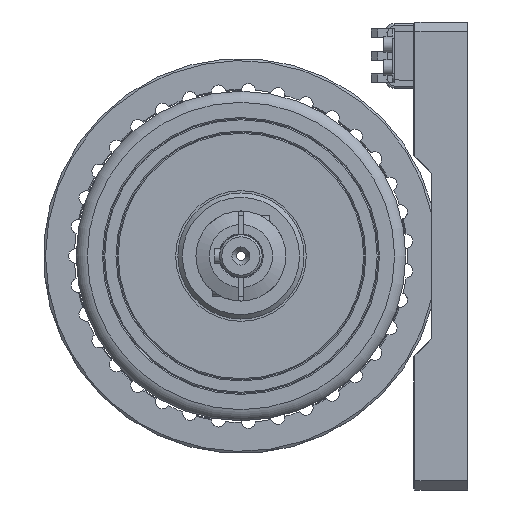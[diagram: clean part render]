
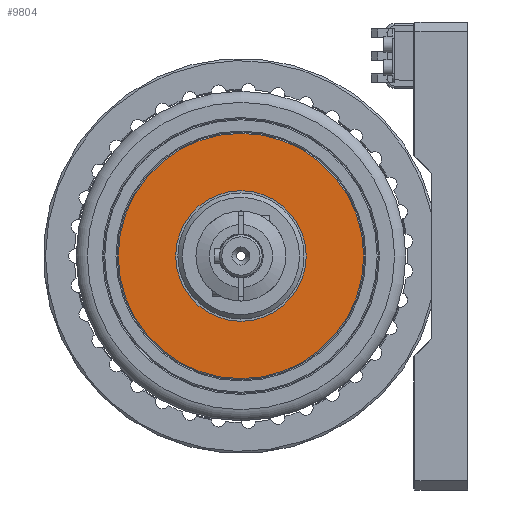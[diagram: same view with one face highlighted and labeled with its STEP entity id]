
A CAD part, left-side view. The second image highlights one B-rep face of the part: STEP entity #9804.
In plain terms, the highlighted planar face has unit normal (-1, 0, 0).
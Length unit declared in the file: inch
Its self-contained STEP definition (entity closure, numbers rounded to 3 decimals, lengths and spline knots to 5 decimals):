
#1019 = VERTEX_POINT ( 'NONE', #14307 ) ;
#1122 = CIRCLE ( 'NONE', #2709, 1.70313 ) ;
#2709 = AXIS2_PLACEMENT_3D ( 'NONE', #7970, #4426, #10277 ) ;
#3122 = DIRECTION ( 'NONE',  ( 1., 0., 0. ) ) ;
#4334 = CARTESIAN_POINT ( 'NONE',  ( -2.26804, 2.24335, 0. ) ) ;
#4426 = DIRECTION ( 'NONE',  ( -1., 0., 0. ) ) ;
#7970 = CARTESIAN_POINT ( 'NONE',  ( -2.26804, 3.1496, 0. ) ) ;
#9804 = ADVANCED_FACE ( 'NONE', ( #10507, #17074 ), #30036, .F. ) ;
#10277 = DIRECTION ( 'NONE',  ( 0., 0., 1. ) ) ;
#10507 = FACE_BOUND ( 'NONE', #21988, .T. ) ;
#10900 = AXIS2_PLACEMENT_3D ( 'NONE', #17922, #3122, #14212 ) ;
#11311 = DIRECTION ( 'NONE',  ( 0., 0., -1. ) ) ;
#14212 = DIRECTION ( 'NONE',  ( 0., -1., 0. ) ) ;
#14307 = CARTESIAN_POINT ( 'NONE',  ( -2.26804, 3.1496, 1.70313 ) ) ;
#15508 = AXIS2_PLACEMENT_3D ( 'NONE', #19893, #22112, #11311 ) ;
#15884 = EDGE_CURVE ( 'NONE', #28052, #28052, #26227, .T. ) ;
#16916 = ORIENTED_EDGE ( 'NONE', *, *, #17293, .T. ) ;
#17074 = FACE_OUTER_BOUND ( 'NONE', #24401, .T. ) ;
#17293 = EDGE_CURVE ( 'NONE', #1019, #1019, #1122, .T. ) ;
#17922 = CARTESIAN_POINT ( 'NONE',  ( -2.26804, 3.1496, 0. ) ) ;
#19893 = CARTESIAN_POINT ( 'NONE',  ( -2.26804, 5.4411, 0. ) ) ;
#20552 = ORIENTED_EDGE ( 'NONE', *, *, #15884, .T. ) ;
#21988 = EDGE_LOOP ( 'NONE', ( #20552 ) ) ;
#22112 = DIRECTION ( 'NONE',  ( 1., 0., 0. ) ) ;
#24401 = EDGE_LOOP ( 'NONE', ( #16916 ) ) ;
#26227 = CIRCLE ( 'NONE', #10900, 0.90625 ) ;
#28052 = VERTEX_POINT ( 'NONE', #4334 ) ;
#30036 = PLANE ( 'NONE',  #15508 ) ;
